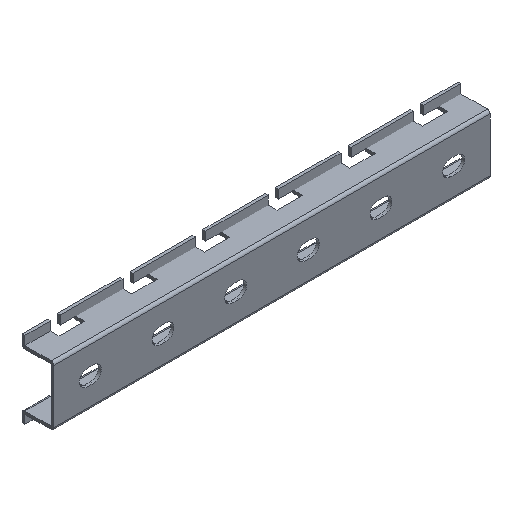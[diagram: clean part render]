
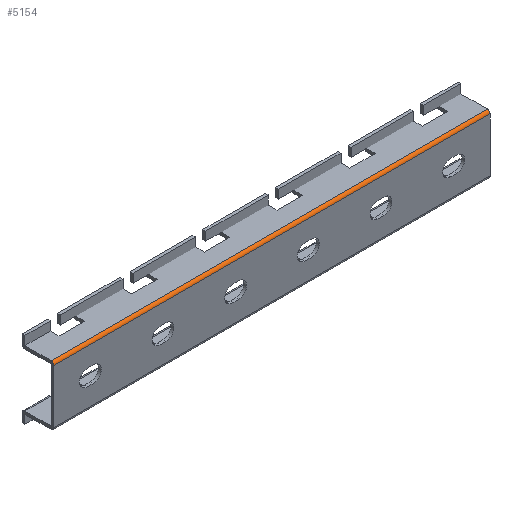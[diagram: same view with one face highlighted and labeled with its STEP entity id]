
A CAD part, isometric view. The second image highlights one B-rep face of the part: STEP entity #5154.
In plain terms, the highlighted cylindrical face has radius 2 mm (diameter 4 mm), a partial arc.
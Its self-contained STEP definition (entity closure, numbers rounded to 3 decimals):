
#22 = CARTESIAN_POINT ( 'NONE',  ( 300., 0., 18.5 ) ) ;
#153 = DIRECTION ( 'NONE',  ( -1., 0., 0. ) ) ;
#312 = CIRCLE ( 'NONE', #1444, 2. ) ;
#325 = AXIS2_PLACEMENT_3D ( 'NONE', #3061, #4707, #4759 ) ;
#521 = EDGE_CURVE ( 'NONE', #2856, #1924, #2685, .T. ) ;
#895 = EDGE_LOOP ( 'NONE', ( #3999, #1429, #2615, #3043 ) ) ;
#1146 = CARTESIAN_POINT ( 'NONE',  ( 300., 2., 18.5 ) ) ;
#1284 = CARTESIAN_POINT ( 'NONE',  ( 0., 0., 18.5 ) ) ;
#1400 = FACE_OUTER_BOUND ( 'NONE', #895, .T. ) ;
#1429 = ORIENTED_EDGE ( 'NONE', *, *, #521, .F. ) ;
#1444 = AXIS2_PLACEMENT_3D ( 'NONE', #1146, #3685, #5257 ) ;
#1922 = LINE ( 'NONE', #2769, #2750 ) ;
#1924 = VERTEX_POINT ( 'NONE', #1284 ) ;
#1962 = AXIS2_PLACEMENT_3D ( 'NONE', #4439, #3660, #4064 ) ;
#2615 = ORIENTED_EDGE ( 'NONE', *, *, #2699, .F. ) ;
#2685 = LINE ( 'NONE', #4634, #4940 ) ;
#2699 = EDGE_CURVE ( 'NONE', #4264, #2856, #312, .T. ) ;
#2712 = EDGE_CURVE ( 'NONE', #4357, #1924, #4912, .T. ) ;
#2750 = VECTOR ( 'NONE', #5294, 1000. ) ;
#2769 = CARTESIAN_POINT ( 'NONE',  ( 300., 2., 20.5 ) ) ;
#2856 = VERTEX_POINT ( 'NONE', #22 ) ;
#3043 = ORIENTED_EDGE ( 'NONE', *, *, #3888, .T. ) ;
#3061 = CARTESIAN_POINT ( 'NONE',  ( 300., 2., 18.5 ) ) ;
#3660 = DIRECTION ( 'NONE',  ( 1., 0., 0. ) ) ;
#3685 = DIRECTION ( 'NONE',  ( 1., 0., 0. ) ) ;
#3888 = EDGE_CURVE ( 'NONE', #4264, #4357, #1922, .T. ) ;
#3999 = ORIENTED_EDGE ( 'NONE', *, *, #2712, .T. ) ;
#4027 = CARTESIAN_POINT ( 'NONE',  ( 300., 2., 20.5 ) ) ;
#4064 = DIRECTION ( 'NONE',  ( 0., 0., -1. ) ) ;
#4264 = VERTEX_POINT ( 'NONE', #4027 ) ;
#4357 = VERTEX_POINT ( 'NONE', #5331 ) ;
#4439 = CARTESIAN_POINT ( 'NONE',  ( 0., 2., 18.5 ) ) ;
#4634 = CARTESIAN_POINT ( 'NONE',  ( 300., 0., 18.5 ) ) ;
#4651 = CYLINDRICAL_SURFACE ( 'NONE', #325, 2. ) ;
#4707 = DIRECTION ( 'NONE',  ( -1., 0., 0. ) ) ;
#4759 = DIRECTION ( 'NONE',  ( 0., 0., 1. ) ) ;
#4912 = CIRCLE ( 'NONE', #1962, 2. ) ;
#4940 = VECTOR ( 'NONE', #153, 1000. ) ;
#5154 = ADVANCED_FACE ( 'NONE', ( #1400 ), #4651, .T. ) ;
#5257 = DIRECTION ( 'NONE',  ( 0., 0., -1. ) ) ;
#5294 = DIRECTION ( 'NONE',  ( -1., 0., 0. ) ) ;
#5331 = CARTESIAN_POINT ( 'NONE',  ( 0., 2., 20.5 ) ) ;
